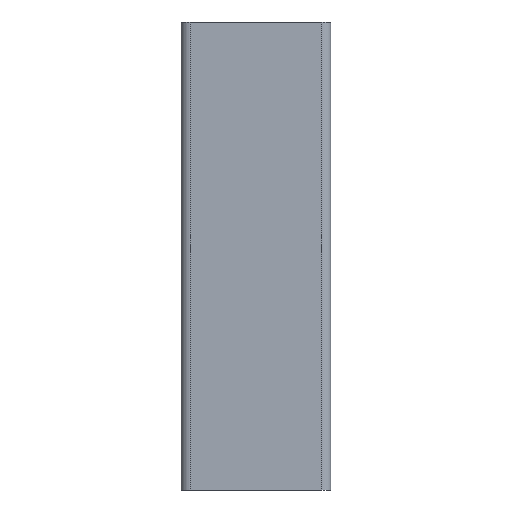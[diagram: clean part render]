
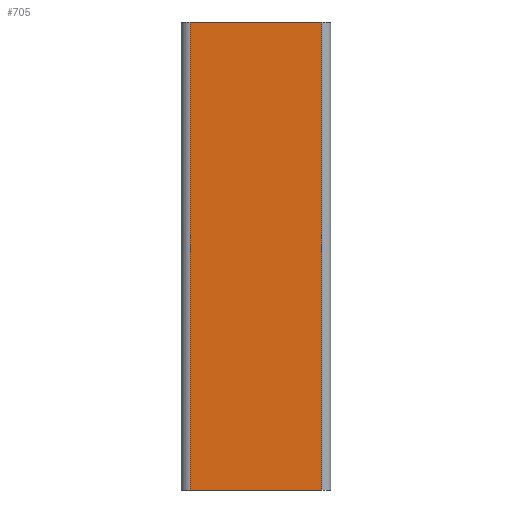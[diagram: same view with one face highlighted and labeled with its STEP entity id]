
A CAD part, front view. The second image highlights one B-rep face of the part: STEP entity #705.
In plain terms, the highlighted planar face has unit normal (0, -1, 0).
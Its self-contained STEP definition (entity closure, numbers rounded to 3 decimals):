
#87=FACE_OUTER_BOUND($,#124,.T.);
#124=EDGE_LOOP($,(#599,#600,#601,#602));
#156=LINE($,#1046,#230);
#199=LINE($,#1170,#273);
#200=LINE($,#1174,#274);
#201=LINE($,#1175,#275);
#230=VECTOR($,#835,28.);
#273=VECTOR($,#956,100.);
#274=VECTOR($,#961,100.);
#275=VECTOR($,#962,28.);
#300=VERTEX_POINT($,#1043);
#301=VERTEX_POINT($,#1045);
#343=VERTEX_POINT($,#1169);
#344=VERTEX_POINT($,#1173);
#377=EDGE_CURVE($,#301,#300,#156,.T.);
#439=EDGE_CURVE($,#343,#301,#199,.T.);
#441=EDGE_CURVE($,#344,#300,#200,.T.);
#442=EDGE_CURVE($,#343,#344,#201,.T.);
#599=ORIENTED_EDGE($,*,*,#377,.T.);
#600=ORIENTED_EDGE($,*,*,#441,.F.);
#601=ORIENTED_EDGE($,*,*,#442,.F.);
#602=ORIENTED_EDGE($,*,*,#439,.T.);
#672=PLANE($,#769);
#705=ADVANCED_FACE($,(#87),#672,.T.);
#769=AXIS2_PLACEMENT_3D($,#1172,#959,#960);
#835=DIRECTION($,(-1.,0.,0.));
#956=DIRECTION($,(0.,0.,1.));
#959=DIRECTION('center_axis',(0.,-1.,0.));
#960=DIRECTION('ref_axis',(0.,0.,1.));
#961=DIRECTION($,(0.,0.,1.));
#962=DIRECTION($,(-1.,0.,0.));
#1043=CARTESIAN_POINT('',(-20.5,-9.25,100.));
#1045=CARTESIAN_POINT('',(7.5,-9.25,100.));
#1046=CARTESIAN_POINT($,(7.5,-9.25,100.));
#1169=CARTESIAN_POINT('',(7.5,-9.25,0.));
#1170=CARTESIAN_POINT($,(7.5,-9.25,0.));
#1172=CARTESIAN_POINT('Origin',(7.5,-9.25,0.));
#1173=CARTESIAN_POINT('',(-20.5,-9.25,0.));
#1174=CARTESIAN_POINT($,(-20.5,-9.25,0.));
#1175=CARTESIAN_POINT($,(7.5,-9.25,0.));
